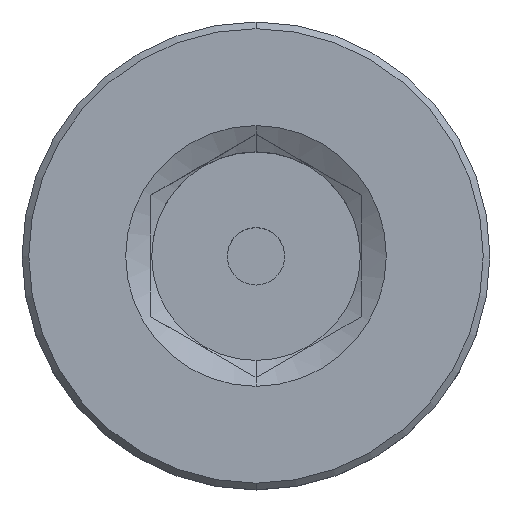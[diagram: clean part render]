
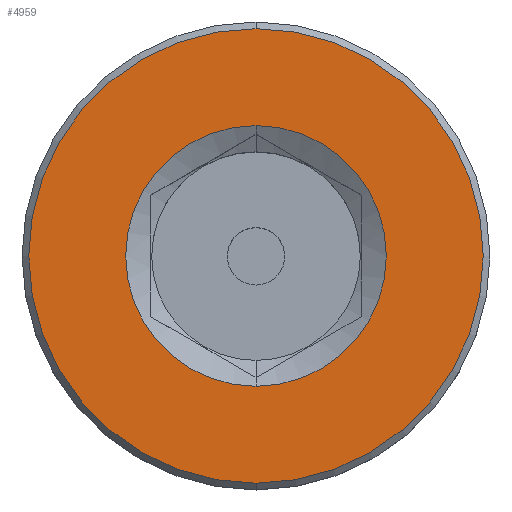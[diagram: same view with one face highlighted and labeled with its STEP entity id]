
A CAD part, top view. The second image highlights one B-rep face of the part: STEP entity #4959.
In plain terms, the highlighted planar face has unit normal (0, 0, 1).
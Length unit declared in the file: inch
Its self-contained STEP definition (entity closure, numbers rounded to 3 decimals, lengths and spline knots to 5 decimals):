
#1137=CARTESIAN_POINT('',(0.,0.,1.275));
#1138=DIRECTION('',(0.,0.,1.));
#1139=DIRECTION('',(0.,1.,0.));
#1140=AXIS2_PLACEMENT_3D('',#1137,#1138,#1139);
#1147=CARTESIAN_POINT('',(0.,0.,1.275));
#1148=DIRECTION('',(0.,0.,1.));
#1149=DIRECTION('',(0.,-1.,0.));
#1150=AXIS2_PLACEMENT_3D('',#1147,#1148,#1149);
#1152=CARTESIAN_POINT('',(0.,0.,1.275));
#1153=DIRECTION('',(0.,0.,1.));
#1154=DIRECTION('',(0.,1.,0.));
#1155=AXIS2_PLACEMENT_3D('',#1152,#1153,#1154);
#1157=CARTESIAN_POINT('',(0.,0.,1.275));
#1158=DIRECTION('',(0.,0.,1.));
#1159=DIRECTION('',(0.,-1.,0.));
#1160=AXIS2_PLACEMENT_3D('',#1157,#1158,#1159);
#2569=CARTESIAN_POINT('',(0.,-0.195,1.275));
#2570=CARTESIAN_POINT('',(0.,0.195,1.275));
#2571=VERTEX_POINT('',#2569);
#2572=VERTEX_POINT('',#2570);
#2577=CARTESIAN_POINT('',(0.,0.34,1.275));
#2578=CARTESIAN_POINT('',(0.,-0.34,1.275));
#2579=VERTEX_POINT('',#2577);
#2580=VERTEX_POINT('',#2578);
#4943=CARTESIAN_POINT('',(0.,0.,1.275));
#4944=DIRECTION('',(0.,0.,1.));
#4945=DIRECTION('',(0.,1.,0.));
#4946=AXIS2_PLACEMENT_3D('',#4943,#4944,#4945);
#4947=PLANE('',#4946);
#4949=ORIENTED_EDGE('',*,*,#4948,.F.);
#4950=ORIENTED_EDGE('',*,*,#4926,.F.);
#4951=EDGE_LOOP('',(#4949,#4950));
#4952=FACE_OUTER_BOUND('',#4951,.F.);
#4954=ORIENTED_EDGE('',*,*,#4953,.T.);
#4956=ORIENTED_EDGE('',*,*,#4955,.T.);
#4957=EDGE_LOOP('',(#4954,#4956));
#4958=FACE_BOUND('',#4957,.F.);
#1141=CIRCLE('',#1140,0.34);
#1151=CIRCLE('',#1150,0.195);
#1156=CIRCLE('',#1155,0.195);
#1161=CIRCLE('',#1160,0.34);
#4926=EDGE_CURVE('',#2579,#2580,#1141,.T.);
#4948=EDGE_CURVE('',#2580,#2579,#1161,.T.);
#4953=EDGE_CURVE('',#2571,#2572,#1151,.T.);
#4955=EDGE_CURVE('',#2572,#2571,#1156,.T.);
#4959=ADVANCED_FACE('',(#4952,#4958),#4947,.T.);
